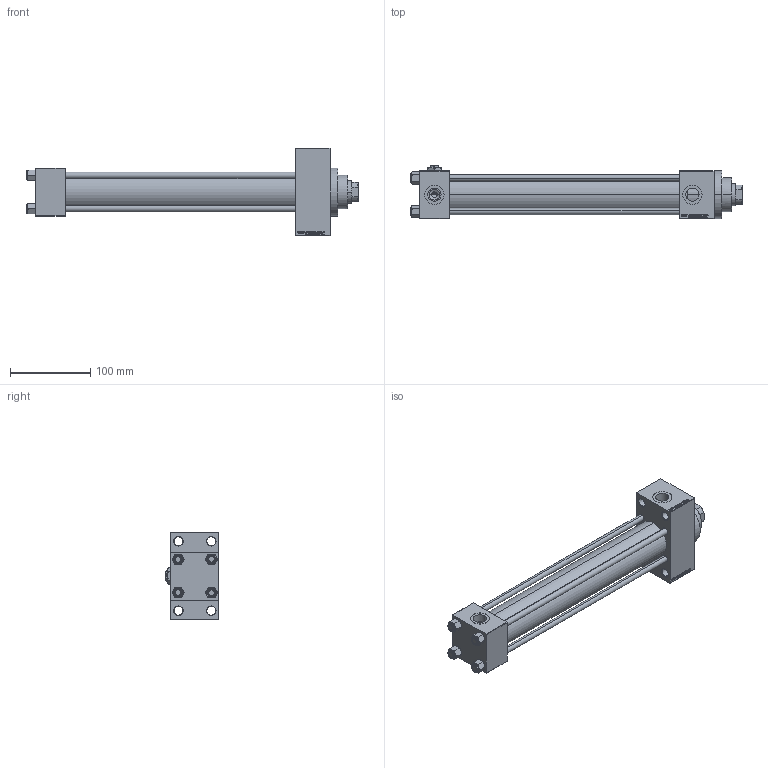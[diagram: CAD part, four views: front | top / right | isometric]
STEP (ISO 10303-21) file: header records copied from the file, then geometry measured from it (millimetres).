
FILE_DESCRIPTION (( 'STEP AP203' ), '1' );
FILE_NAME ('3eae.STEP', '2022-04-16T04:56:50', ( '' ), ( '' ), 'SwSTEP 2.0', 'SolidWorks 2019', '' );
FILE_SCHEMA (( 'CONFIG_CONTROL_DESIGN' ));
Length unit declared in the file: millimetre
Products named in the file (7): V215CR_D_TYCINKA b197c99f6c17e6e3cb9a43d7ec6cbc25; 3eae; Zatka_pro_OIL_PORT b197c99f6c17e6e3cb9a43d7ec6cbc25; V215CR_VCP_D b197c99f6c17e6e3cb9a43d7ec6cbc25; V215_VC_A b197c99f6c17e6e3cb9a43d7ec6cbc25; NUT_M5_D b197c99f6c17e6e3cb9a43d7ec6cbc25; V215CR_D_Body b197c99f6c17e6e3cb9a43d7ec6cbc25
Assembly tree (12 placements, depth 2):
  3eae
    V215CR_D_Body b197c99f6c17e6e3cb9a43d7ec6cbc25
    V215CR_VCP_D b197c99f6c17e6e3cb9a43d7ec6cbc25
    NUT_M5_D b197c99f6c17e6e3cb9a43d7ec6cbc25  x4
    V215CR_D_TYCINKA b197c99f6c17e6e3cb9a43d7ec6cbc25  x4
    V215_VC_A b197c99f6c17e6e3cb9a43d7ec6cbc25
    Zatka_pro_OIL_PORT b197c99f6c17e6e3cb9a43d7ec6cbc25
Bounding box: 415 x 67 x 109 mm (x, y, z)
Volume: 807991.3 mm3; surface area: 236304.2 mm2
Topology: 12 solids, 12 shells, 1167 faces, 2900 edges, 1870 vertices
Faces by surface type: plane 526, bspline 368, cone 166, cylinder 99, torus 8
Entity records: 49275 total; most frequent: CARTESIAN_POINT 25623, ORIENTED_EDGE 5292, DIRECTION 3480, EDGE_CURVE 2646, VERTEX_POINT 1726, VECTOR 1554, LINE 1554, EDGE_LOOP 1182
